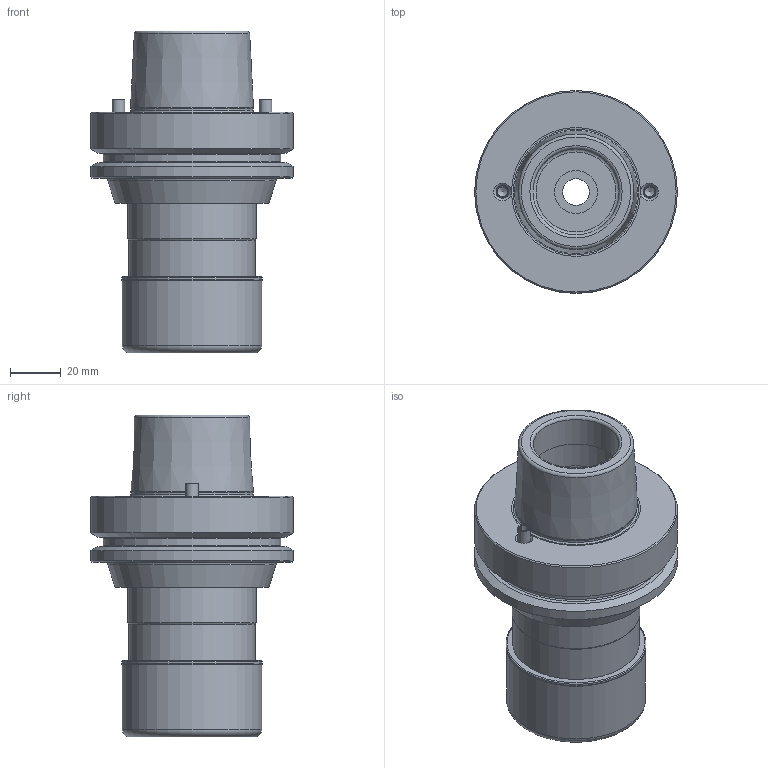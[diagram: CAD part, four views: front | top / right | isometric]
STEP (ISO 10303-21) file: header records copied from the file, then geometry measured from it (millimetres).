
FILE_DESCRIPTION(/* description */ (''),/* implementation_level */ '2;1');
FILE_NAME(/* name */ '807080320.stp',/* time_stamp */ '2021-08-03T15:30:51',/* author */ ('LRA'),/* organization */ ('REGO-FIX'),/* preprocessor_version */ ' Unknown',/* originating_system */ 'SIEMENS PLM Software Solid Edge ST10',/* authorization */ 'Unknown');
FILE_SCHEMA (('AUTOMOTIVE_DESIGN { 1 0 10303 214 2 1 1}'));
Length unit declared in the file: millimetre
Products named in the file (1): 0023461
Bounding box: 80 x 80 x 127 mm (x, y, z)
Volume: 224323.5 mm3; surface area: 58044.8 mm2
Topology: 6 solids, 6 shells, 108 faces, 215 edges, 131 vertices
Faces by surface type: plane 32, cylinder 32, cone 23, torus 21
Full cylindrical faces by diameter (mm): 5 x2, 10.5 x1, 16.917 x1, 20 x1, 33 x1, 34 x2, 38.25 x1, 40 x1, 42 x1, 48.139 x1, 48.376 x1, 50 x2, 50.05 x1, 50.5 x1, 51 x1, 55 x1, 55.4 x1, 66.4 x1, 70 x1, 80 x2
Entity records: 2970 total; most frequent: DIRECTION 456, CARTESIAN_POINT 362, ORIENTED_EDGE 264, AXIS2_PLACEMENT_3D 212, FACE_BOUND 194, EDGE_LOOP 192, EDGE_CURVE 132, VERTEX_POINT 118
